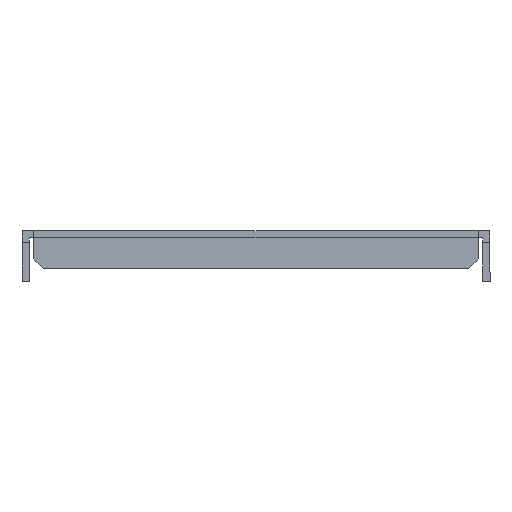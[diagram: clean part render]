
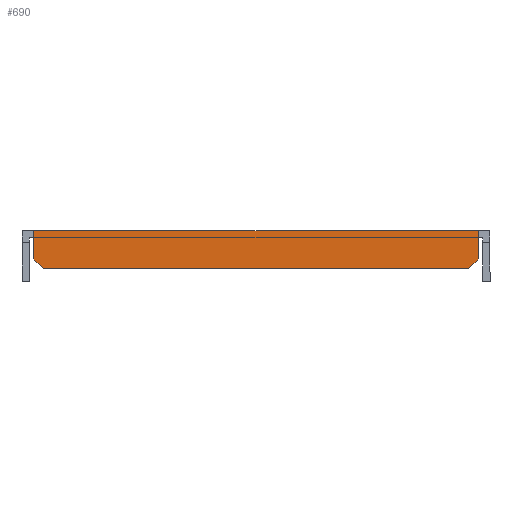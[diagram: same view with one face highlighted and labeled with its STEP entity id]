
A CAD part, front view. The second image highlights one B-rep face of the part: STEP entity #690.
In plain terms, the highlighted planar face has unit normal (0, -1, 0).
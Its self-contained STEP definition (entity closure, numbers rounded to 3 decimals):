
#15 = VECTOR ( 'NONE', #367, 1000. ) ;
#25 = CARTESIAN_POINT ( 'NONE',  ( 47., -210., -2.5 ) ) ;
#38 = CARTESIAN_POINT ( 'NONE',  ( 45., -210., -8. ) ) ;
#48 = CARTESIAN_POINT ( 'NONE',  ( -47., -210., 0. ) ) ;
#72 = VECTOR ( 'NONE', #1128, 1000. ) ;
#79 = ORIENTED_EDGE ( 'NONE', *, *, #865, .T. ) ;
#97 = VERTEX_POINT ( 'NONE', #899 ) ;
#128 = VERTEX_POINT ( 'NONE', #1049 ) ;
#134 = CARTESIAN_POINT ( 'NONE',  ( 0., -210., 0. ) ) ;
#170 = CARTESIAN_POINT ( 'NONE',  ( 47., -210., -6. ) ) ;
#247 = VERTEX_POINT ( 'NONE', #38 ) ;
#248 = EDGE_CURVE ( 'NONE', #1374, #128, #512, .T. ) ;
#309 = VECTOR ( 'NONE', #1842, 1000. ) ;
#356 = CARTESIAN_POINT ( 'NONE',  ( 0., -210., 0. ) ) ;
#367 = DIRECTION ( 'NONE',  ( 1., 0., 0. ) ) ;
#372 = DIRECTION ( 'NONE',  ( 0.707, 0., -0.707 ) ) ;
#447 = LINE ( 'NONE', #1345, #1872 ) ;
#466 = CARTESIAN_POINT ( 'NONE',  ( -47., -210., 0. ) ) ;
#507 = ORIENTED_EDGE ( 'NONE', *, *, #1777, .F. ) ;
#512 = LINE ( 'NONE', #48, #72 ) ;
#515 = LINE ( 'NONE', #356, #1376 ) ;
#518 = LINE ( 'NONE', #1729, #15 ) ;
#549 = DIRECTION ( 'NONE',  ( 0., 0., 1. ) ) ;
#589 = FACE_OUTER_BOUND ( 'NONE', #1121, .T. ) ;
#604 = VECTOR ( 'NONE', #1288, 1000. ) ;
#606 = LINE ( 'NONE', #25, #309 ) ;
#650 = ORIENTED_EDGE ( 'NONE', *, *, #1857, .T. ) ;
#663 = CARTESIAN_POINT ( 'NONE',  ( -47., -210., 0. ) ) ;
#690 = ADVANCED_FACE ( 'NONE', ( #589 ), #1328, .F. ) ;
#733 = EDGE_CURVE ( 'NONE', #97, #1483, #447, .T. ) ;
#739 = DIRECTION ( 'NONE',  ( 0., 1., 0. ) ) ;
#772 = CARTESIAN_POINT ( 'NONE',  ( -45., -210., -8. ) ) ;
#786 = ORIENTED_EDGE ( 'NONE', *, *, #1149, .T. ) ;
#796 = EDGE_CURVE ( 'NONE', #247, #97, #1261, .T. ) ;
#865 = EDGE_CURVE ( 'NONE', #1483, #1015, #606, .T. ) ;
#899 = CARTESIAN_POINT ( 'NONE',  ( 47., -210., -6. ) ) ;
#928 = EDGE_CURVE ( 'NONE', #128, #1700, #1585, .T. ) ;
#943 = ORIENTED_EDGE ( 'NONE', *, *, #248, .T. ) ;
#972 = LINE ( 'NONE', #663, #604 ) ;
#1015 = VERTEX_POINT ( 'NONE', #1575 ) ;
#1049 = CARTESIAN_POINT ( 'NONE',  ( -47., -210., -6. ) ) ;
#1121 = EDGE_LOOP ( 'NONE', ( #943, #1162, #786, #1618, #1238, #79, #650, #507 ) ) ;
#1128 = DIRECTION ( 'NONE',  ( 0., 0., -1. ) ) ;
#1131 = CARTESIAN_POINT ( 'NONE',  ( -45., -210., -8. ) ) ;
#1149 = EDGE_CURVE ( 'NONE', #1700, #247, #518, .T. ) ;
#1162 = ORIENTED_EDGE ( 'NONE', *, *, #928, .T. ) ;
#1238 = ORIENTED_EDGE ( 'NONE', *, *, #733, .T. ) ;
#1261 = LINE ( 'NONE', #170, #1775 ) ;
#1288 = DIRECTION ( 'NONE',  ( 0., 0., 1. ) ) ;
#1320 = CARTESIAN_POINT ( 'NONE',  ( 47., -210., -2.5 ) ) ;
#1328 = PLANE ( 'NONE',  #1524 ) ;
#1345 = CARTESIAN_POINT ( 'NONE',  ( 47., -210., 0. ) ) ;
#1374 = VERTEX_POINT ( 'NONE', #1801 ) ;
#1376 = VECTOR ( 'NONE', #1566, 1000. ) ;
#1477 = DIRECTION ( 'NONE',  ( 0., 0., 1. ) ) ;
#1483 = VERTEX_POINT ( 'NONE', #1320 ) ;
#1524 = AXIS2_PLACEMENT_3D ( 'NONE', #134, #739, #1477 ) ;
#1566 = DIRECTION ( 'NONE',  ( -1., 0., 0. ) ) ;
#1575 = CARTESIAN_POINT ( 'NONE',  ( 47., -210., 0. ) ) ;
#1585 = LINE ( 'NONE', #1131, #1619 ) ;
#1618 = ORIENTED_EDGE ( 'NONE', *, *, #796, .T. ) ;
#1619 = VECTOR ( 'NONE', #372, 1000. ) ;
#1700 = VERTEX_POINT ( 'NONE', #772 ) ;
#1703 = VERTEX_POINT ( 'NONE', #466 ) ;
#1729 = CARTESIAN_POINT ( 'NONE',  ( 0., -210., -8. ) ) ;
#1775 = VECTOR ( 'NONE', #1974, 1000. ) ;
#1777 = EDGE_CURVE ( 'NONE', #1374, #1703, #972, .T. ) ;
#1801 = CARTESIAN_POINT ( 'NONE',  ( -47., -210., -2.5 ) ) ;
#1842 = DIRECTION ( 'NONE',  ( 0., 0., 1. ) ) ;
#1857 = EDGE_CURVE ( 'NONE', #1015, #1703, #515, .T. ) ;
#1872 = VECTOR ( 'NONE', #549, 1000. ) ;
#1974 = DIRECTION ( 'NONE',  ( 0.707, 0., 0.707 ) ) ;
